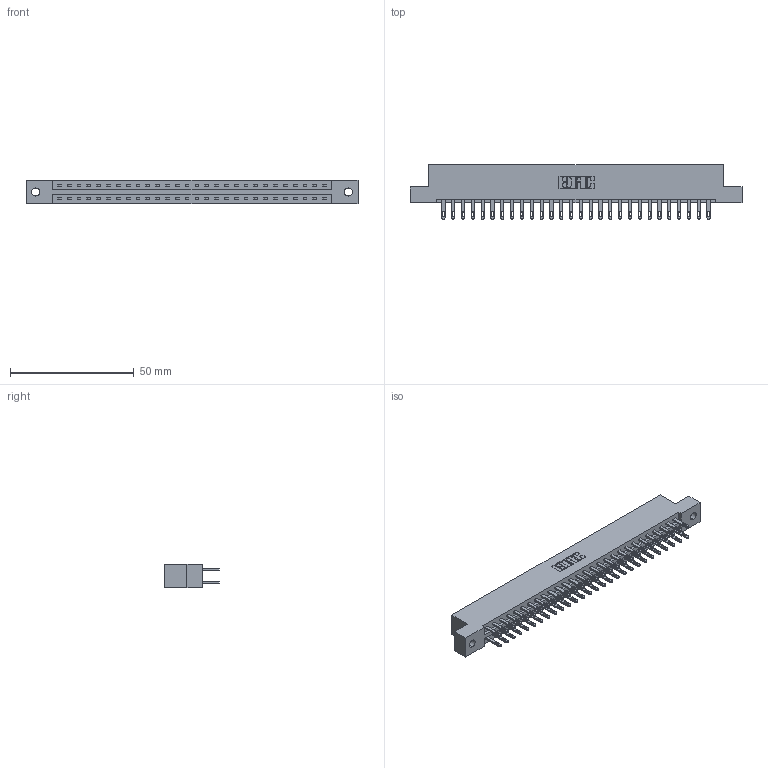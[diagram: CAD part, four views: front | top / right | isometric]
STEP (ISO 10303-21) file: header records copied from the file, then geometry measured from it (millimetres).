
FILE_DESCRIPTION (( 'STEP AP203' ), '1' );
FILE_NAME ('337-056-500-202.STEP', '2019-10-09T18:43:43', ( '' ), ( '' ), 'SwSTEP 2.0', 'SolidWorks 2016', '' );
FILE_SCHEMA (( 'CONFIG_CONTROL_DESIGN' ));
Length unit declared in the file: inch
Products named in the file (3): 337-056-500-202; 345-292-001_345-293-100; 337 Part_Flush Mounting Lugs - 0.128 Dia
Assembly tree (57 placements, depth 2):
  337-056-500-202
    337 Part_Flush Mounting Lugs - 0.128 Dia
    345-292-001_345-293-100  x56
Bounding box: 133.96 x 21.85 x 9.4 mm (x, y, z)
Volume: 14065.8 mm3; surface area: 16114.1 mm2
Topology: 57 solids, 57 shells, 2914 faces, 8879 edges, 5918 vertices
Faces by surface type: plane 1862, cylinder 1052
Entity records: 23453 total; most frequent: CARTESIAN_POINT 3962, ORIENTED_EDGE 3898, DIRECTION 3397, EDGE_CURVE 1949, VECTOR 1817, LINE 1817, VERTEX_POINT 1298, AXIS2_PLACEMENT_3D 790
